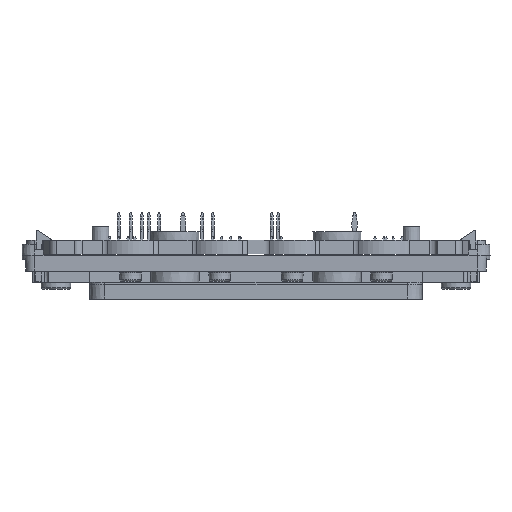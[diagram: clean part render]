
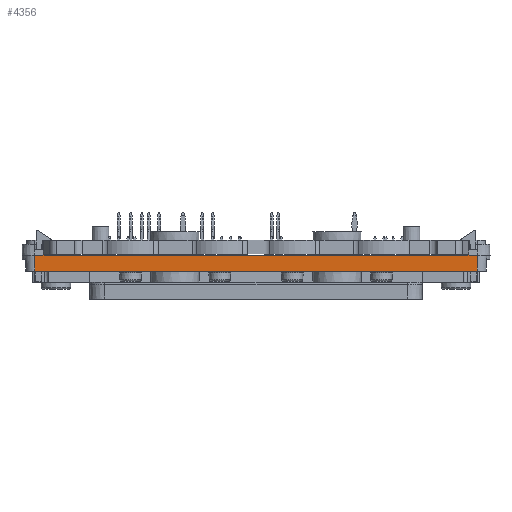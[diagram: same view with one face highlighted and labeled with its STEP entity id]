
A CAD part, left-side view. The second image highlights one B-rep face of the part: STEP entity #4356.
In plain terms, the highlighted planar face has unit normal (-1, 0, -0.026).
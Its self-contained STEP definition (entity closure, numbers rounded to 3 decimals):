
#4356 = ADVANCED_FACE( '', ( #10862 ), #10863, .T. );
#10862 = FACE_OUTER_BOUND( '', #19613, .T. );
#10863 = PLANE( '', #19614 );
#19613 = EDGE_LOOP( '', ( #34149, #34150, #34151, #34152, #34153, #34154, #34155, #34156 ) );
#19614 = AXIS2_PLACEMENT_3D( '', #34157, #34158, #34159 );
#34149 = ORIENTED_EDGE( '', *, *, #56544, .T. );
#34150 = ORIENTED_EDGE( '', *, *, #56545, .T. );
#34151 = ORIENTED_EDGE( '', *, *, #56546, .F. );
#34152 = ORIENTED_EDGE( '', *, *, #56547, .F. );
#34153 = ORIENTED_EDGE( '', *, *, #56548, .F. );
#34154 = ORIENTED_EDGE( '', *, *, #56549, .T. );
#34155 = ORIENTED_EDGE( '', *, *, #56550, .T. );
#34156 = ORIENTED_EDGE( '', *, *, #56551, .F. );
#34157 = CARTESIAN_POINT( '', ( -68.4, 7.9, 10.2 ) );
#34158 = DIRECTION( '', ( -1., 0., -0.026 ) );
#34159 = DIRECTION( '', ( 0.026, 0., -1. ) );
#56544 = EDGE_CURVE( '', #70281, #70282, #70283, .T. );
#56545 = EDGE_CURVE( '', #70282, #70284, #70285, .F. );
#56546 = EDGE_CURVE( '', #70286, #70284, #70287, .T. );
#56547 = EDGE_CURVE( '', #70288, #70286, #70289, .F. );
#56548 = EDGE_CURVE( '', #70290, #70288, #70291, .T. );
#56549 = EDGE_CURVE( '', #70290, #67911, #70292, .F. );
#56550 = EDGE_CURVE( '', #67911, #63035, #70293, .T. );
#56551 = EDGE_CURVE( '', #70281, #63035, #70294, .F. );
#63035 = VERTEX_POINT( '', #78904 );
#67911 = VERTEX_POINT( '', #85951 );
#70281 = VERTEX_POINT( '', #89436 );
#70282 = VERTEX_POINT( '', #89437 );
#70283 = LINE( '', #89438, #89439 );
#70284 = VERTEX_POINT( '', #89440 );
#70285 = LINE( '', #89441, #89442 );
#70286 = VERTEX_POINT( '', #89443 );
#70287 = LINE( '', #89444, #89445 );
#70288 = VERTEX_POINT( '', #89446 );
#70289 = LINE( '', #89447, #89448 );
#70290 = VERTEX_POINT( '', #89449 );
#70291 = LINE( '', #89450, #89451 );
#70292 = LINE( '', #89452, #89453 );
#70293 = LINE( '', #89454, #89455 );
#70294 = LINE( '', #89456, #89457 );
#78904 = CARTESIAN_POINT( '', ( -68.4, 35.8, 10.2 ) );
#85951 = CARTESIAN_POINT( '', ( -68.4, -80.601, 10.2 ) );
#89436 = CARTESIAN_POINT( '', ( -68.4, 38.8, 10.2 ) );
#89437 = CARTESIAN_POINT( '', ( -68.4, 38.801, 10.2 ) );
#89438 = CARTESIAN_POINT( '', ( -68.4, -51.007, 10.2 ) );
#89439 = VECTOR( '', #105749, 1000. );
#89440 = CARTESIAN_POINT( '', ( -68.285, 38.686, 5.8 ) );
#89441 = CARTESIAN_POINT( '', ( -68.379, 38.78, 9.392 ) );
#89442 = VECTOR( '', #105750, 1000. );
#89443 = CARTESIAN_POINT( '', ( -68.285, -83.487, 5.8 ) );
#89444 = CARTESIAN_POINT( '', ( -68.285, 12.2, 5.8 ) );
#89445 = VECTOR( '', #105751, 1000. );
#89446 = CARTESIAN_POINT( '', ( -68.4, -83.602, 10.2 ) );
#89447 = CARTESIAN_POINT( '', ( -68.379, -83.581, 9.392 ) );
#89448 = VECTOR( '', #105752, 1000. );
#89449 = CARTESIAN_POINT( '', ( -68.4, -83.601, 10.2 ) );
#89450 = CARTESIAN_POINT( '', ( -68.4, 6.207, 10.2 ) );
#89451 = VECTOR( '', #105753, 1000. );
#89452 = CARTESIAN_POINT( '', ( -68.4, -52.701, 10.2 ) );
#89453 = VECTOR( '', #105754, 1000. );
#89454 = CARTESIAN_POINT( '', ( -68.4, 7.9, 10.2 ) );
#89455 = VECTOR( '', #105755, 1000. );
#89456 = CARTESIAN_POINT( '', ( -68.4, 7.9, 10.2 ) );
#89457 = VECTOR( '', #105756, 1000. );
#105749 = DIRECTION( '', ( 0., 1., 0. ) );
#105750 = DIRECTION( '', ( -0.026, 0.026, 0.999 ) );
#105751 = DIRECTION( '', ( 0., 1., 0. ) );
#105752 = DIRECTION( '', ( -0.026, -0.026, 0.999 ) );
#105753 = DIRECTION( '', ( 0., -1., 0. ) );
#105754 = DIRECTION( '', ( 0., -1., 0. ) );
#105755 = DIRECTION( '', ( 0., 1., 0. ) );
#105756 = DIRECTION( '', ( 0., 1., 0. ) );
